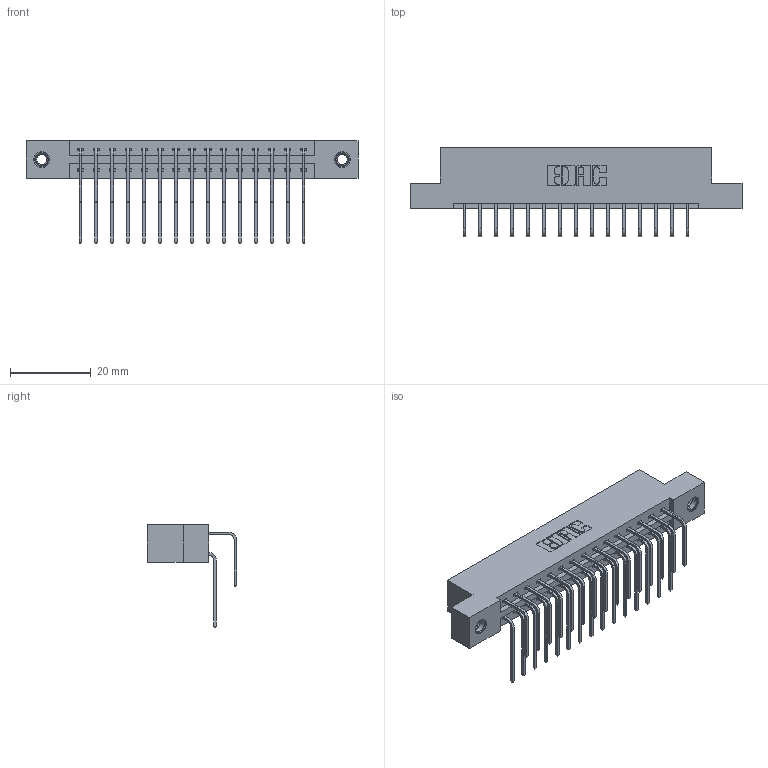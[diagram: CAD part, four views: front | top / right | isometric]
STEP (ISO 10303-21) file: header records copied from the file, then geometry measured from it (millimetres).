
FILE_DESCRIPTION (( 'STEP AP203' ), '1' );
FILE_NAME ('337-030-558-207.STEP', '2019-10-08T18:59:25', ( '' ), ( '' ), 'SwSTEP 2.0', 'SolidWorks 2016', '' );
FILE_SCHEMA (( 'CONFIG_CONTROL_DESIGN' ));
Length unit declared in the file: inch
Products named in the file (5): 345-250-001_345-250-005-103; 345-292-001_558 559 Tail - 1; 337-030-558-207; 345-292-001_558 Tail - 2; 337 Part_Flush Mounting Lugs - 0.156 Dia-TI
Assembly tree (33 placements, depth 2):
  337-030-558-207
    337 Part_Flush Mounting Lugs - 0.156 Dia-TI
    345-292-001_558 559 Tail - 1  x15
    345-292-001_558 Tail - 2  x15
    345-250-001_345-250-005-103  x2
Bounding box: 82.45 x 22.17 x 25.53 mm (x, y, z)
Volume: 8489.2 mm3; surface area: 10239.7 mm2
Topology: 33 solids, 33 shells, 1854 faces, 5457 edges, 3590 vertices
Faces by surface type: plane 1302, cylinder 536, cone 12, torus 4
Entity records: 18092 total; most frequent: CARTESIAN_POINT 3096, ORIENTED_EDGE 2974, DIRECTION 2697, EDGE_CURVE 1487, VECTOR 1299, LINE 1299, VERTEX_POINT 984, AXIS2_PLACEMENT_3D 699
